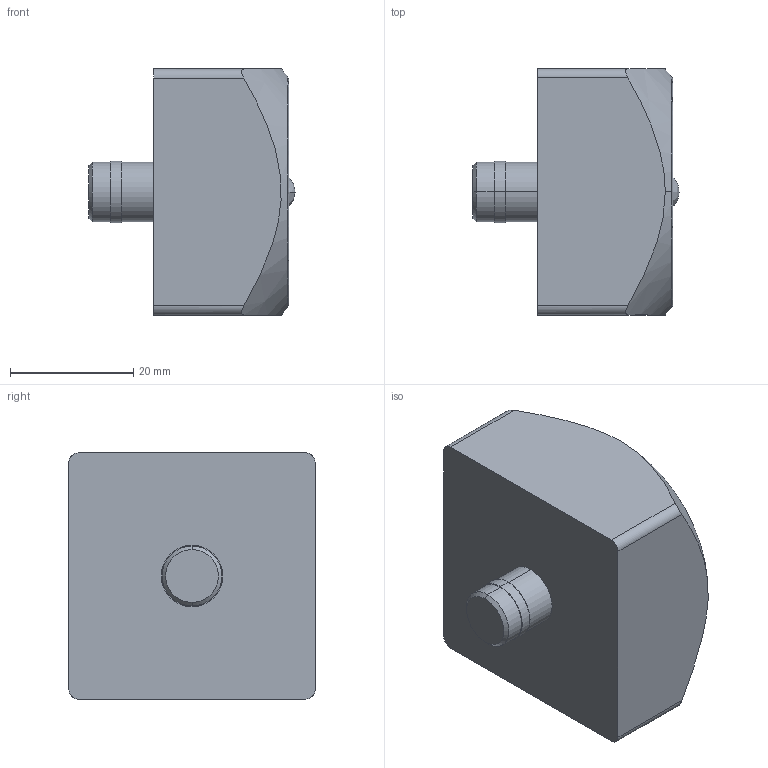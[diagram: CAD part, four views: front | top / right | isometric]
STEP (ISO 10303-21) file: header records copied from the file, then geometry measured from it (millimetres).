
FILE_DESCRIPTION (( 'STEP AP203' ), '1' );
FILE_NAME ('9700110.step', '2023-05-17T14:16:13', ( '' ), ( '' ), 'SwSTEP 2.0', 'SolidWorks 2021', '' );
FILE_SCHEMA (( 'CONFIG_CONTROL_DESIGN' ));
Length unit declared in the file: inch
Products named in the file (1): 9700110
Bounding box: 33.5 x 40 x 40 mm (x, y, z)
Volume: 33745.9 mm3; surface area: 6748.3 mm2
Topology: 1 solids, 1 shells, 41 faces, 103 edges, 67 vertices
Faces by surface type: plane 19, cylinder 14, bspline 4, cone 4
Entity records: 1534 total; most frequent: CARTESIAN_POINT 510, ORIENTED_EDGE 202, DIRECTION 189, EDGE_CURVE 101, AXIS2_PLACEMENT_3D 74, VERTEX_POINT 67, EDGE_LOOP 46, VECTOR 41
